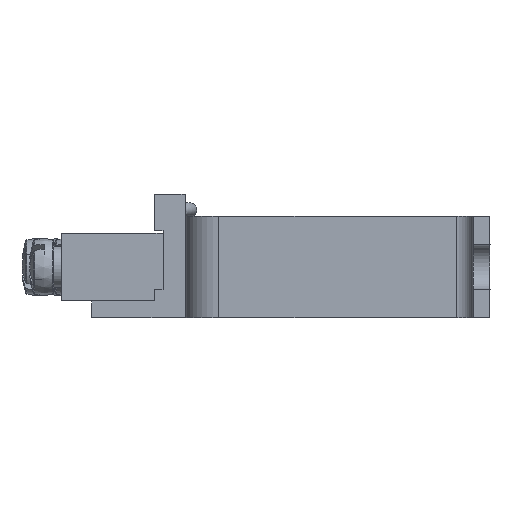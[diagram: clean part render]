
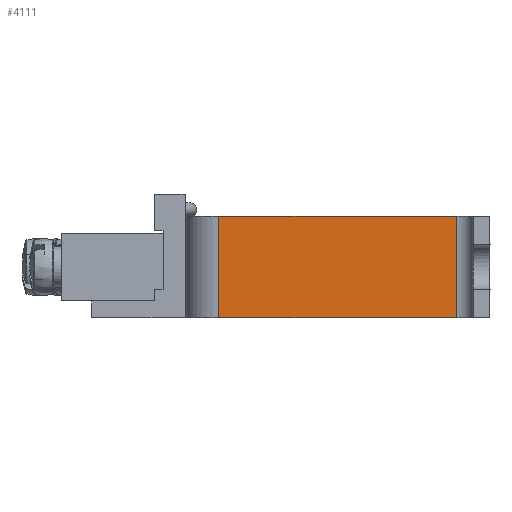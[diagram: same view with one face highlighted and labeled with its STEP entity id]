
A CAD part, left-side view. The second image highlights one B-rep face of the part: STEP entity #4111.
In plain terms, the highlighted planar face has unit normal (-1, 0, 0).
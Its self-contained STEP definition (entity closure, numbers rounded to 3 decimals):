
#364=LINE('',#7822,#576);
#372=LINE('',#7838,#584);
#380=LINE('',#7861,#592);
#381=LINE('',#7865,#593);
#576=VECTOR('',#5743,12.);
#584=VECTOR('',#5757,28.);
#592=VECTOR('',#5789,12.);
#593=VECTOR('',#5796,28.);
#701=PLANE('',#4609);
#1418=FACE_OUTER_BOUND('',#1866,.T.);
#1866=EDGE_LOOP('',(#3682,#3683,#3684,#3685));
#2260=VERTEX_POINT('',#7811);
#2261=VERTEX_POINT('',#7815);
#2266=VERTEX_POINT('',#7836);
#2269=VERTEX_POINT('',#7860);
#2718=EDGE_CURVE('',#2260,#2261,#364,.T.);
#2726=EDGE_CURVE('',#2266,#2261,#372,.T.);
#2738=EDGE_CURVE('',#2266,#2269,#380,.T.);
#2741=EDGE_CURVE('',#2260,#2269,#381,.T.);
#3682=ORIENTED_EDGE('',*,*,#2718,.T.);
#3683=ORIENTED_EDGE('',*,*,#2726,.F.);
#3684=ORIENTED_EDGE('',*,*,#2738,.T.);
#3685=ORIENTED_EDGE('',*,*,#2741,.F.);
#4111=ADVANCED_FACE('',(#1418),#701,.T.);
#4609=AXIS2_PLACEMENT_3D('',#7872,#5807,#5808);
#5743=DIRECTION('',(0.,-1.,0.));
#5757=DIRECTION('',(0.,0.,-1.));
#5789=DIRECTION('',(0.,1.,0.));
#5796=DIRECTION('',(0.,0.,1.));
#5807=DIRECTION('center_axis',(-1.,0.,0.));
#5808=DIRECTION('ref_axis',(0.,0.,1.));
#7811=CARTESIAN_POINT('',(-113.,6.,-30.));
#7815=CARTESIAN_POINT('',(-113.,-6.,-30.));
#7822=CARTESIAN_POINT('',(-113.,-3.,-30.));
#7836=CARTESIAN_POINT('',(-113.,-6.,-2.));
#7838=CARTESIAN_POINT('',(-113.,-6.,-2.));
#7860=CARTESIAN_POINT('',(-113.,6.,-2.));
#7861=CARTESIAN_POINT('',(-113.,0.,-2.));
#7865=CARTESIAN_POINT('',(-113.,6.,7.048));
#7872=CARTESIAN_POINT('Origin',(-113.,0.,-15.738));
